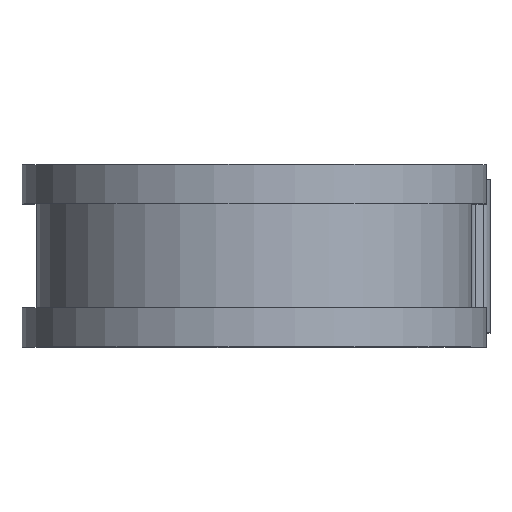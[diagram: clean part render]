
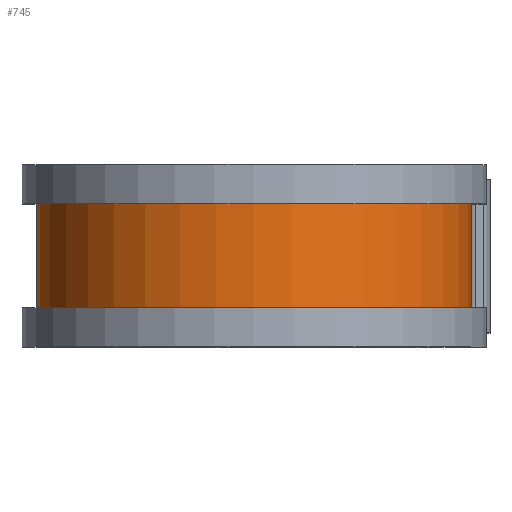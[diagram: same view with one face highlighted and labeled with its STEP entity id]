
A CAD part, top view. The second image highlights one B-rep face of the part: STEP entity #745.
In plain terms, the highlighted cylindrical face has radius 22.581 mm (diameter 45.161 mm), a partial arc.
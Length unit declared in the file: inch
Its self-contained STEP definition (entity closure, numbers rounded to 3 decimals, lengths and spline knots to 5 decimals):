
#87 = CARTESIAN_POINT ( 'NONE',  ( 0.889, 0.3125, 0. ) ) ;
#120 = ORIENTED_EDGE ( 'NONE', *, *, #1331, .F. ) ;
#199 = CARTESIAN_POINT ( 'NONE',  ( 0., -0.2125, 0. ) ) ;
#207 = LINE ( 'NONE', #1437, #583 ) ;
#218 = DIRECTION ( 'NONE',  ( 0., -1., 0. ) ) ;
#228 = DIRECTION ( 'NONE',  ( 0., 0., -1. ) ) ;
#230 = CIRCLE ( 'NONE', #770, 0.889 ) ;
#315 = EDGE_CURVE ( 'NONE', #550, #1619, #230, .T. ) ;
#342 = CYLINDRICAL_SURFACE ( 'NONE', #1299, 0.889 ) ;
#375 = DIRECTION ( 'NONE',  ( 0., -1., 0. ) ) ;
#416 = ORIENTED_EDGE ( 'NONE', *, *, #798, .F. ) ;
#445 = FACE_OUTER_BOUND ( 'NONE', #1363, .T. ) ;
#449 = DIRECTION ( 'NONE',  ( 0., 0., -1. ) ) ;
#466 = DIRECTION ( 'NONE',  ( 0., -1., 0. ) ) ;
#475 = CARTESIAN_POINT ( 'NONE',  ( 0., 0.2125, 0. ) ) ;
#488 = VECTOR ( 'NONE', #808, 39.37008 ) ;
#499 = CARTESIAN_POINT ( 'NONE',  ( 0., -0.2125, -0.889 ) ) ;
#550 = VERTEX_POINT ( 'NONE', #775 ) ;
#583 = VECTOR ( 'NONE', #375, 39.37008 ) ;
#745 = ADVANCED_FACE ( 'NONE', ( #445 ), #342, .T. ) ;
#770 = AXIS2_PLACEMENT_3D ( 'NONE', #475, #466, #449 ) ;
#775 = CARTESIAN_POINT ( 'NONE',  ( 0.889, 0.2125, 0. ) ) ;
#798 = EDGE_CURVE ( 'NONE', #1588, #1682, #1060, .T. ) ;
#808 = DIRECTION ( 'NONE',  ( 0., -1., 0. ) ) ;
#827 = LINE ( 'NONE', #87, #488 ) ;
#865 = DIRECTION ( 'NONE',  ( 0., 0., -1. ) ) ;
#919 = ORIENTED_EDGE ( 'NONE', *, *, #1241, .T. ) ;
#955 = DIRECTION ( 'NONE',  ( 0., -1., 0. ) ) ;
#1060 = CIRCLE ( 'NONE', #1744, 0.889 ) ;
#1150 = CARTESIAN_POINT ( 'NONE',  ( 0., 0.3125, 0. ) ) ;
#1241 = EDGE_CURVE ( 'NONE', #1619, #1682, #207, .T. ) ;
#1299 = AXIS2_PLACEMENT_3D ( 'NONE', #1150, #955, #865 ) ;
#1331 = EDGE_CURVE ( 'NONE', #550, #1588, #827, .T. ) ;
#1363 = EDGE_LOOP ( 'NONE', ( #120, #1400, #919, #416 ) ) ;
#1400 = ORIENTED_EDGE ( 'NONE', *, *, #315, .T. ) ;
#1437 = CARTESIAN_POINT ( 'NONE',  ( 0., 0.3125, -0.889 ) ) ;
#1528 = CARTESIAN_POINT ( 'NONE',  ( 0., 0.2125, -0.889 ) ) ;
#1588 = VERTEX_POINT ( 'NONE', #1757 ) ;
#1619 = VERTEX_POINT ( 'NONE', #1528 ) ;
#1682 = VERTEX_POINT ( 'NONE', #499 ) ;
#1744 = AXIS2_PLACEMENT_3D ( 'NONE', #199, #218, #228 ) ;
#1757 = CARTESIAN_POINT ( 'NONE',  ( 0.889, -0.2125, 0. ) ) ;
